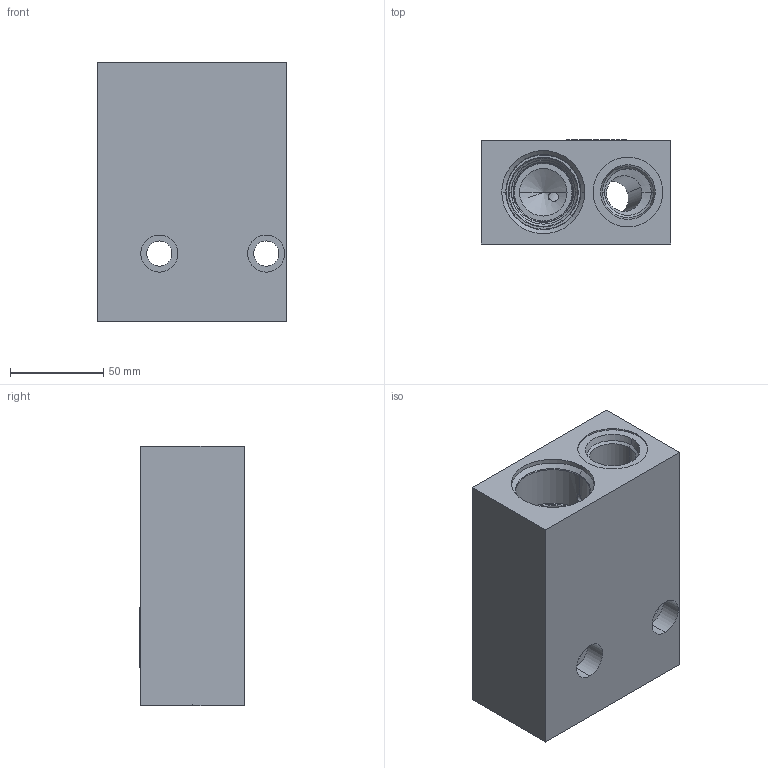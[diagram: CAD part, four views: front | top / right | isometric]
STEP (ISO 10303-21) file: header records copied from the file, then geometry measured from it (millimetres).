
FILE_DESCRIPTION((''),'2;1');
FILE_NAME('ZTK_ASM','2024-07-02T',('ProEService'),(''),'PRO/ENGINEER BY PARAMETRIC TECHNOLOGY CORPORATION, 2014200','PRO/ENGINEER BY PARAMETRIC TECHNOLOGY CORPORATION, 2014200','');
FILE_SCHEMA(('CONFIG_CONTROL_DESIGN'));
Length unit declared in the file: inch
Products named in the file (3): 150-801-002; 500-001-121; ZTK_ASM
Assembly tree (2 placements, depth 2):
  ZTK_ASM
    150-801-002
    500-001-121
Bounding box: 101.6 x 56.03 x 138.91 mm (x, y, z)
Volume: 592302.8 mm3; surface area: 86286.9 mm2
Topology: 2 solids, 2 shells, 111 faces, 452 edges, 434 vertices
Faces by surface type: cylinder 46, cone 34, plane 15, torus 6, sphere 6, revolution 4
Entity records: 5902 total; most frequent: CARTESIAN_POINT 2275, DIRECTION 746, ORIENTED_EDGE 532, VECTOR 270, LINE 270, EDGE_CURVE 266, AXIS2_PLACEMENT_3D 236, TRIMMED_CURVE 180
